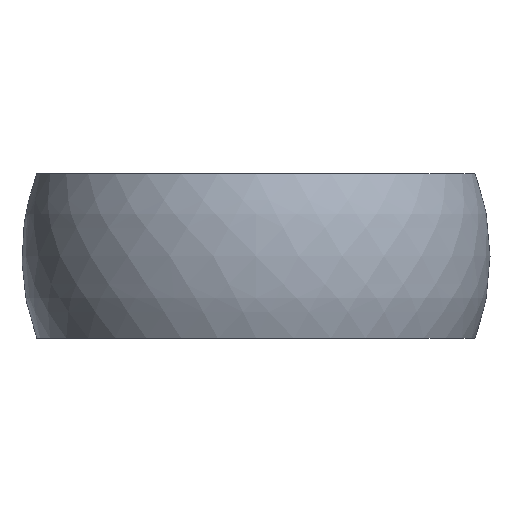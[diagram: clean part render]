
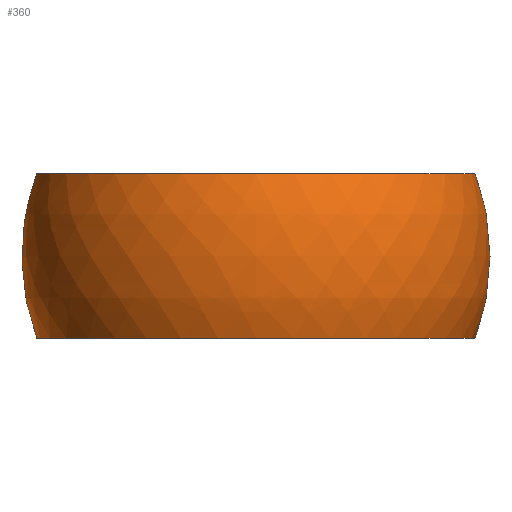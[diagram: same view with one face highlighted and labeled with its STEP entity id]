
A CAD part, front view. The second image highlights one B-rep face of the part: STEP entity #360.
In plain terms, the highlighted free-form (B-spline) face has degree [2, 2] with [3, 9] control points.
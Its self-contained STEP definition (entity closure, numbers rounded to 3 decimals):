
#14=(
BOUNDED_CURVE()
B_SPLINE_CURVE(2,(#639,#640,#641),.UNSPECIFIED.,.F.,.F.)
B_SPLINE_CURVE_WITH_KNOTS((3,3),(-0.361,0.361),
 .UNSPECIFIED.)
CURVE()
GEOMETRIC_REPRESENTATION_ITEM()
RATIONAL_B_SPLINE_CURVE((1.,0.936,1.))
REPRESENTATION_ITEM('')
);
#15=(
BOUNDED_SURFACE()
B_SPLINE_SURFACE(2,2,((#608,#609,#610,#611,#612,#613,#614,#615,#616),(#617,
#618,#619,#620,#621,#622,#623,#624,#625),(#626,#627,#628,#629,#630,#631,
#632,#633,#634)),.UNSPECIFIED.,.F.,.T.,.F.)
B_SPLINE_SURFACE_WITH_KNOTS((3,3),(3,2,2,2,3),(-0.361,0.361),
(-3.142,-1.571,0.,1.571,3.142),
 .UNSPECIFIED.)
GEOMETRIC_REPRESENTATION_ITEM()
RATIONAL_B_SPLINE_SURFACE(((1.,0.707,1.,0.707,1.,
0.707,1.,0.707,1.),(0.936,0.662,
0.936,0.662,0.936,0.662,
0.936,0.662,0.936),(1.,0.707,
1.,0.707,1.,0.707,1.,0.707,1.)))
REPRESENTATION_ITEM('')
SURFACE()
);
#68=FACE_OUTER_BOUND('',#117,.T.);
#117=EDGE_LOOP('',(#284,#285,#286,#287,#288,#289));
#176=CIRCLE('',#412,33.785);
#177=CIRCLE('',#413,33.785);
#178=CIRCLE('',#414,33.785);
#179=CIRCLE('',#415,33.785);
#210=VERTEX_POINT('',#604);
#211=VERTEX_POINT('',#605);
#212=VERTEX_POINT('',#635);
#213=VERTEX_POINT('',#636);
#244=EDGE_CURVE('',#210,#211,#176,.T.);
#245=EDGE_CURVE('',#211,#210,#177,.T.);
#246=EDGE_CURVE('',#212,#213,#178,.T.);
#247=EDGE_CURVE('',#213,#212,#179,.T.);
#248=EDGE_CURVE('',#213,#211,#14,.T.);
#284=ORIENTED_EDGE('',*,*,#246,.F.);
#285=ORIENTED_EDGE('',*,*,#247,.F.);
#286=ORIENTED_EDGE('',*,*,#248,.T.);
#287=ORIENTED_EDGE('',*,*,#245,.T.);
#288=ORIENTED_EDGE('',*,*,#244,.T.);
#289=ORIENTED_EDGE('',*,*,#248,.F.);
#360=ADVANCED_FACE('',(#68),#15,.F.);
#412=AXIS2_PLACEMENT_3D('',#606,#502,#503);
#413=AXIS2_PLACEMENT_3D('',#607,#504,#505);
#414=AXIS2_PLACEMENT_3D('',#637,#506,#507);
#415=AXIS2_PLACEMENT_3D('',#638,#508,#509);
#502=DIRECTION('center_axis',(0.,0.,-1.));
#503=DIRECTION('ref_axis',(0.,-1.,0.));
#504=DIRECTION('center_axis',(0.,0.,-1.));
#505=DIRECTION('ref_axis',(0.,-1.,0.));
#506=DIRECTION('center_axis',(0.,0.,-1.));
#507=DIRECTION('ref_axis',(0.,-1.,0.));
#508=DIRECTION('center_axis',(0.,0.,-1.));
#509=DIRECTION('ref_axis',(0.,-1.,0.));
#604=CARTESIAN_POINT('',(0.,33.785,12.7));
#605=CARTESIAN_POINT('',(-33.785,0.,12.7));
#606=CARTESIAN_POINT('Origin',(0.,0.,12.7));
#607=CARTESIAN_POINT('Origin',(0.,0.,12.7));
#608=CARTESIAN_POINT('Ctrl Pts',(-33.785,0.,-12.7));
#609=CARTESIAN_POINT('Ctrl Pts',(-33.785,-33.785,-12.7));
#610=CARTESIAN_POINT('Ctrl Pts',(0.,-33.785,
-12.7));
#611=CARTESIAN_POINT('Ctrl Pts',(33.785,-33.785,-12.7));
#612=CARTESIAN_POINT('Ctrl Pts',(33.785,0.,-12.7));
#613=CARTESIAN_POINT('Ctrl Pts',(33.785,33.785,-12.7));
#614=CARTESIAN_POINT('Ctrl Pts',(0.,33.785,-12.7));
#615=CARTESIAN_POINT('Ctrl Pts',(-33.785,33.785,-12.7));
#616=CARTESIAN_POINT('Ctrl Pts',(-33.785,0.,-12.7));
#617=CARTESIAN_POINT('Ctrl Pts',(-38.574,0.,
0.));
#618=CARTESIAN_POINT('Ctrl Pts',(-38.574,-38.574,0.));
#619=CARTESIAN_POINT('Ctrl Pts',(0.,-38.574,
0.));
#620=CARTESIAN_POINT('Ctrl Pts',(38.574,-38.574,0.));
#621=CARTESIAN_POINT('Ctrl Pts',(38.574,0.,
0.));
#622=CARTESIAN_POINT('Ctrl Pts',(38.574,38.574,0.));
#623=CARTESIAN_POINT('Ctrl Pts',(0.,38.574,
0.));
#624=CARTESIAN_POINT('Ctrl Pts',(-38.574,38.574,0.));
#625=CARTESIAN_POINT('Ctrl Pts',(-38.574,0.,
0.));
#626=CARTESIAN_POINT('Ctrl Pts',(-33.785,0.,
12.7));
#627=CARTESIAN_POINT('Ctrl Pts',(-33.785,-33.785,12.7));
#628=CARTESIAN_POINT('Ctrl Pts',(0.,-33.785,
12.7));
#629=CARTESIAN_POINT('Ctrl Pts',(33.785,-33.785,12.7));
#630=CARTESIAN_POINT('Ctrl Pts',(33.785,0.,
12.7));
#631=CARTESIAN_POINT('Ctrl Pts',(33.785,33.785,12.7));
#632=CARTESIAN_POINT('Ctrl Pts',(0.,33.785,12.7));
#633=CARTESIAN_POINT('Ctrl Pts',(-33.785,33.785,12.7));
#634=CARTESIAN_POINT('Ctrl Pts',(-33.785,0.,
12.7));
#635=CARTESIAN_POINT('',(0.,33.785,-12.7));
#636=CARTESIAN_POINT('',(-33.785,0.,-12.7));
#637=CARTESIAN_POINT('Origin',(0.,0.,-12.7));
#638=CARTESIAN_POINT('Origin',(0.,0.,-12.7));
#639=CARTESIAN_POINT('Ctrl Pts',(-33.785,0.,-12.7));
#640=CARTESIAN_POINT('Ctrl Pts',(-38.574,0.,
0.));
#641=CARTESIAN_POINT('Ctrl Pts',(-33.785,0.,
12.7));
